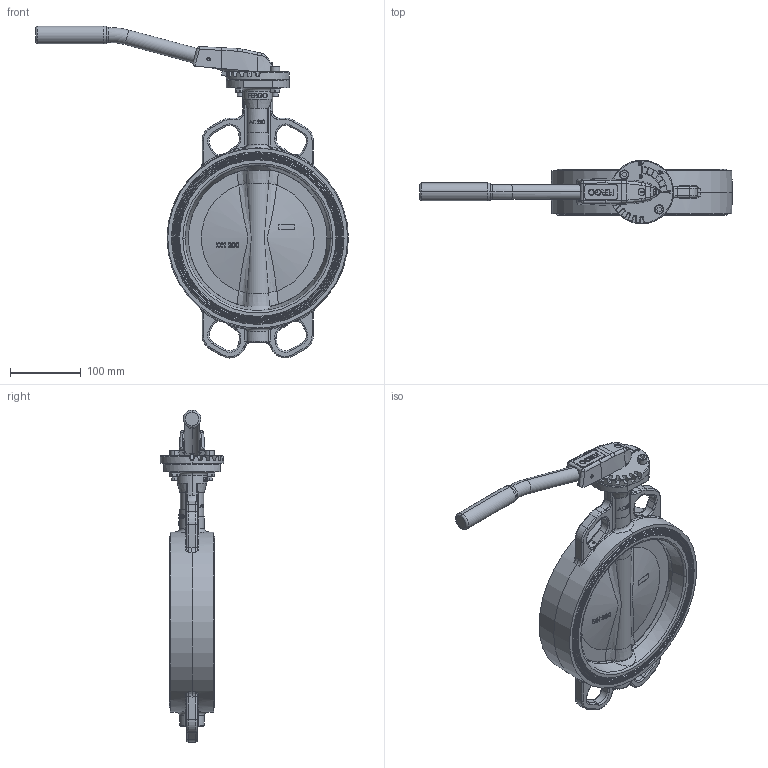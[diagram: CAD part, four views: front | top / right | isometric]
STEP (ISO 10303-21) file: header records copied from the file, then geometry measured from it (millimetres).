
FILE_DESCRIPTION (( 'STEP AP214' ), '1' );
FILE_NAME ('AK210 DN200.STEP', '2022-09-07T08:05:16', ( '' ), ( '' ), 'SwSTEP 2.0', 'SolidWorks 2022', '' );
FILE_SCHEMA (( 'AUTOMOTIVE_DESIGN' ));
Length unit declared in the file: millimetre
Products named in the file (1): AK210 DN200
Bounding box: 443.56 x 90 x 470.65 mm (x, y, z)
Volume: 2261791.1 mm3; surface area: 312115.7 mm2
Topology: 1 solids, 6 shells, 1659 faces, 4257 edges, 2681 vertices
Faces by surface type: plane 735, cylinder 360, bspline 311, cone 127, torus 116, sphere 10
Entity records: 88667 total; most frequent: CARTESIAN_POINT 34883, ORIENTED_EDGE 8466, DIRECTION 6875, EDGE_CURVE 4233, VERTEX_POINT 2681, AXIS2_PLACEMENT_3D 2428, VECTOR 2019, LINE 2019
